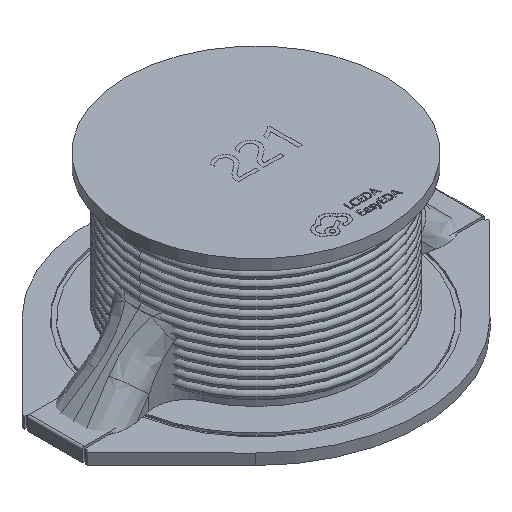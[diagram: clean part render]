
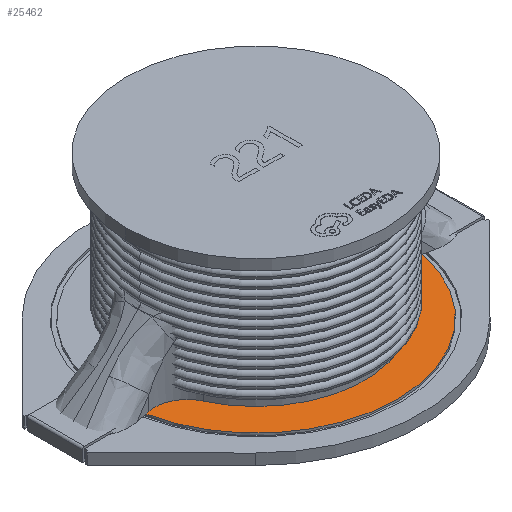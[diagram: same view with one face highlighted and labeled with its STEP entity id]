
A CAD part, isometric view. The second image highlights one B-rep face of the part: STEP entity #25462.
In plain terms, the highlighted planar face has unit normal (0, 0, 1).
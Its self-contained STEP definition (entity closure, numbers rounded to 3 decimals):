
#648 = CIRCLE ( 'NONE', #7201, 6.5 ) ;
#996 = CARTESIAN_POINT ( 'NONE',  ( -4.536, -2.104, 0.5 ) ) ;
#1309 = LINE ( 'NONE', #24660, #12256 ) ;
#1559 = CARTESIAN_POINT ( 'NONE',  ( -8.328, -1.7, 0.5 ) ) ;
#1666 = DIRECTION ( 'NONE',  ( 1., 0., 0. ) ) ;
#2501 = EDGE_CURVE ( 'NONE', #18879, #17762, #648, .T. ) ;
#2963 = EDGE_CURVE ( 'NONE', #19108, #15279, #23392, .T. ) ;
#3705 = VERTEX_POINT ( 'NONE', #6590 ) ;
#4998 = AXIS2_PLACEMENT_3D ( 'NONE', #7979, #10029, #1666 ) ;
#6032 = CARTESIAN_POINT ( 'NONE',  ( 4.536, -2.104, 0.5 ) ) ;
#6113 = CARTESIAN_POINT ( 'NONE',  ( 0., 0., 0.5 ) ) ;
#6278 = PLANE ( 'NONE',  #7819 ) ;
#6590 = CARTESIAN_POINT ( 'NONE',  ( 6.197, -1.265, 0.5 ) ) ;
#6869 = CARTESIAN_POINT ( 'NONE',  ( -6.197, -1.265, 0.5 ) ) ;
#7201 = AXIS2_PLACEMENT_3D ( 'NONE', #6113, #22606, #22868 ) ;
#7787 = EDGE_CURVE ( 'NONE', #3705, #24303, #8245, .T. ) ;
#7819 = AXIS2_PLACEMENT_3D ( 'NONE', #16996, #14627, #25225 ) ;
#7979 = CARTESIAN_POINT ( 'NONE',  ( 0., 0., 0.5 ) ) ;
#8202 = CARTESIAN_POINT ( 'NONE',  ( -6.369, -1.3, 0.5 ) ) ;
#8245 = CIRCLE ( 'NONE', #9996, 1.5 ) ;
#8909 = AXIS2_PLACEMENT_3D ( 'NONE', #10754, #17461, #14705 ) ;
#9470 = ORIENTED_EDGE ( 'NONE', *, *, #11868, .T. ) ;
#9996 = AXIS2_PLACEMENT_3D ( 'NONE', #10798, #17112, #25481 ) ;
#10029 = DIRECTION ( 'NONE',  ( 0., 0., 1. ) ) ;
#10754 = CARTESIAN_POINT ( 'NONE',  ( -5.897, -2.735, 0.5 ) ) ;
#10798 = CARTESIAN_POINT ( 'NONE',  ( 5.897, -2.735, 0.5 ) ) ;
#11541 = ORIENTED_EDGE ( 'NONE', *, *, #24300, .F. ) ;
#11868 = EDGE_CURVE ( 'NONE', #17762, #3705, #1309, .T. ) ;
#12118 = LINE ( 'NONE', #1559, #16014 ) ;
#12256 = VECTOR ( 'NONE', #22044, 1000. ) ;
#13117 = ORIENTED_EDGE ( 'NONE', *, *, #2963, .T. ) ;
#13727 = ORIENTED_EDGE ( 'NONE', *, *, #22260, .T. ) ;
#14222 = FACE_OUTER_BOUND ( 'NONE', #17011, .T. ) ;
#14627 = DIRECTION ( 'NONE',  ( 0., 0., 1. ) ) ;
#14705 = DIRECTION ( 'NONE',  ( 1., 0., 0. ) ) ;
#15279 = VERTEX_POINT ( 'NONE', #6869 ) ;
#16014 = VECTOR ( 'NONE', #18461, 1000. ) ;
#16996 = CARTESIAN_POINT ( 'NONE',  ( 0., 0., 0.5 ) ) ;
#17011 = EDGE_LOOP ( 'NONE', ( #13727, #24879, #9470, #24021, #11541, #13117 ) ) ;
#17112 = DIRECTION ( 'NONE',  ( 0., 0., 1. ) ) ;
#17461 = DIRECTION ( 'NONE',  ( 0., 0., 1. ) ) ;
#17762 = VERTEX_POINT ( 'NONE', #19081 ) ;
#18461 = DIRECTION ( 'NONE',  ( -0.98, -0.2, 0. ) ) ;
#18879 = VERTEX_POINT ( 'NONE', #8202 ) ;
#19081 = CARTESIAN_POINT ( 'NONE',  ( 6.369, -1.3, 0.5 ) ) ;
#19108 = VERTEX_POINT ( 'NONE', #996 ) ;
#22044 = DIRECTION ( 'NONE',  ( -0.98, 0.2, 0. ) ) ;
#22260 = EDGE_CURVE ( 'NONE', #15279, #18879, #12118, .T. ) ;
#22606 = DIRECTION ( 'NONE',  ( 0., 0., 1. ) ) ;
#22868 = DIRECTION ( 'NONE',  ( 1., 0., 0. ) ) ;
#23392 = CIRCLE ( 'NONE', #8909, 1.5 ) ;
#23433 = CIRCLE ( 'NONE', #4998, 5. ) ;
#24021 = ORIENTED_EDGE ( 'NONE', *, *, #7787, .T. ) ;
#24300 = EDGE_CURVE ( 'NONE', #19108, #24303, #23433, .T. ) ;
#24303 = VERTEX_POINT ( 'NONE', #6032 ) ;
#24660 = CARTESIAN_POINT ( 'NONE',  ( 8.328, -1.7, 0.5 ) ) ;
#24879 = ORIENTED_EDGE ( 'NONE', *, *, #2501, .T. ) ;
#25225 = DIRECTION ( 'NONE',  ( 1., 0., 0. ) ) ;
#25462 = ADVANCED_FACE ( 'NONE', ( #14222 ), #6278, .T. ) ;
#25481 = DIRECTION ( 'NONE',  ( 1., 0., 0. ) ) ;
